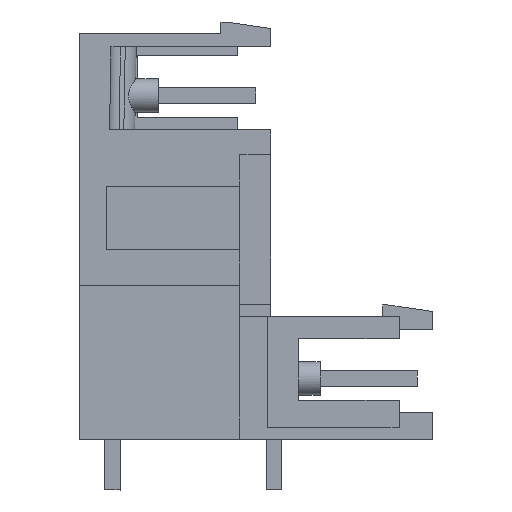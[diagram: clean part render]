
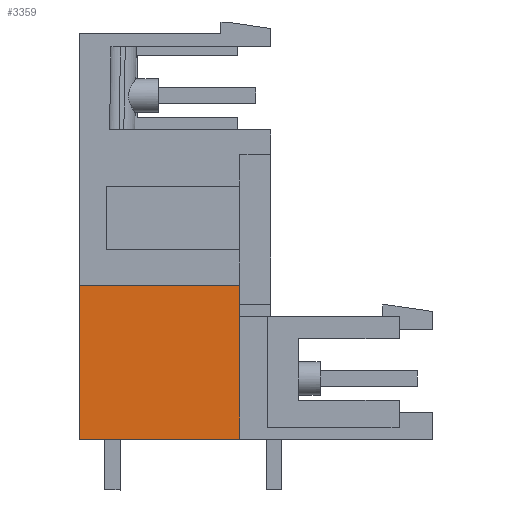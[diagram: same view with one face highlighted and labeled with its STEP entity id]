
A CAD part, left-side view. The second image highlights one B-rep face of the part: STEP entity #3359.
In plain terms, the highlighted planar face has unit normal (-1, 0, 0).
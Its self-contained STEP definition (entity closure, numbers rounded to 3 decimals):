
#3339=AXIS2_PLACEMENT_3D('Plane Axis2P3D',#3336,#3337,#3338) ;
#1538=CARTESIAN_POINT('Vertex',(1.54,12.1,3.2)) ;
#1541=CARTESIAN_POINT('Line Origine',(1.54,17.13,3.2)) ;
#1545=CARTESIAN_POINT('Vertex',(1.54,22.16,3.2)) ;
#3315=CARTESIAN_POINT('Line Origine',(1.54,22.16,8.025)) ;
#3319=CARTESIAN_POINT('Vertex',(1.54,22.16,12.85)) ;
#3336=CARTESIAN_POINT('Axis2P3D Location',(1.54,12.1,3.2)) ;
#3341=CARTESIAN_POINT('Line Origine',(1.54,12.1,8.025)) ;
#3345=CARTESIAN_POINT('Vertex',(1.54,12.1,12.85)) ;
#3348=CARTESIAN_POINT('Line Origine',(1.54,17.13,12.85)) ;
#1542=DIRECTION('Vector Direction',(0.,1.,0.)) ;
#3316=DIRECTION('Vector Direction',(0.,0.,1.)) ;
#3337=DIRECTION('Axis2P3D Direction',(-1.,0.,0.)) ;
#3338=DIRECTION('Axis2P3D XDirection',(0.,0.,1.)) ;
#3342=DIRECTION('Vector Direction',(0.,0.,1.)) ;
#3349=DIRECTION('Vector Direction',(0.,1.,0.)) ;
#1543=VECTOR('Line Direction',#1542,1.) ;
#3317=VECTOR('Line Direction',#3316,1.) ;
#3343=VECTOR('Line Direction',#3342,1.) ;
#3350=VECTOR('Line Direction',#3349,1.) ;
#3354=ORIENTED_EDGE('',*,*,#1547,.F.) ;
#3355=ORIENTED_EDGE('',*,*,#3347,.T.) ;
#3356=ORIENTED_EDGE('',*,*,#3352,.T.) ;
#3357=ORIENTED_EDGE('',*,*,#3321,.F.) ;
#3359=ADVANCED_FACE('HOUSING',(#3358),#3340,.T.) ;
#1547=EDGE_CURVE('',#1539,#1546,#1544,.T.) ;
#3321=EDGE_CURVE('',#1546,#3320,#3318,.T.) ;
#3347=EDGE_CURVE('',#1539,#3346,#3344,.T.) ;
#3352=EDGE_CURVE('',#3346,#3320,#3351,.T.) ;
#3353=EDGE_LOOP('',(#3354,#3355,#3356,#3357)) ;
#3358=FACE_OUTER_BOUND('',#3353,.T.) ;
#1544=LINE('Line',#1541,#1543) ;
#3318=LINE('Line',#3315,#3317) ;
#3344=LINE('Line',#3341,#3343) ;
#3351=LINE('Line',#3348,#3350) ;
#3340=PLANE('',#3339) ;
#1539=VERTEX_POINT('',#1538) ;
#1546=VERTEX_POINT('',#1545) ;
#3320=VERTEX_POINT('',#3319) ;
#3346=VERTEX_POINT('',#3345) ;
